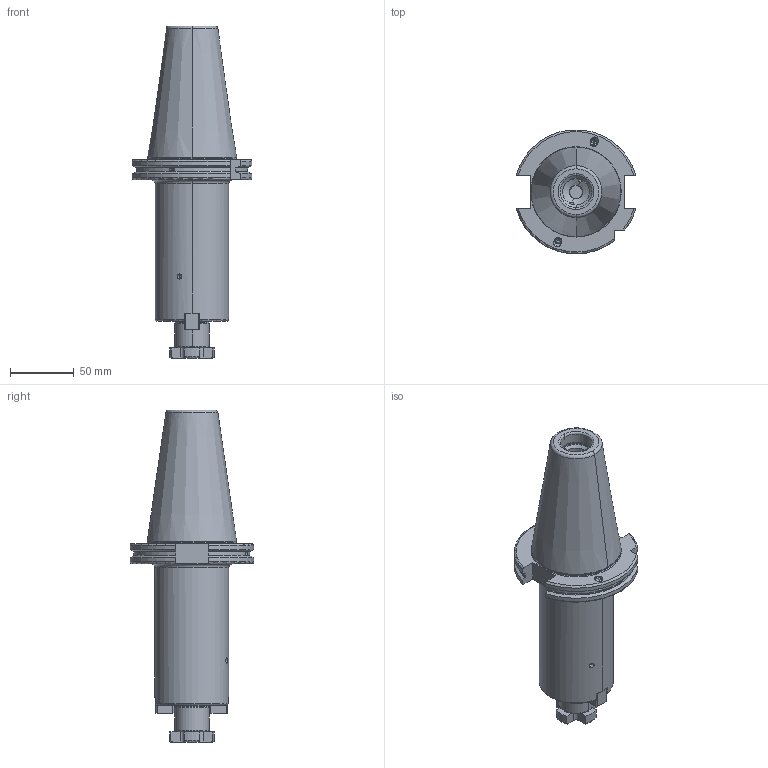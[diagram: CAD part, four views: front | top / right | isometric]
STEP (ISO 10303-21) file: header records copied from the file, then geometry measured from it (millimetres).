
FILE_DESCRIPTION((''),'2;1');
FILE_NAME('503_11_27_130','2021-03-31T',('103090'),(''),'CREO PARAMETRIC BY PTC INC, 2016260','CREO PARAMETRIC BY PTC INC, 2016260','');
FILE_SCHEMA(('CONFIG_CONTROL_DESIGN'));
Length unit declared in the file: millimetre
Products named in the file (1): 503_11_27_130
Bounding box: 94.05 x 97.31 x 260.75 mm (x, y, z)
Volume: 600313.7 mm3; surface area: 77948.3 mm2
Topology: 1 solids, 4 shells, 320 faces, 819 edges, 504 vertices
Faces by surface type: plane 112, cylinder 99, cone 65, torus 44
Entity records: 10442 total; most frequent: CARTESIAN_POINT 2687, DIRECTION 1634, ORIENTED_EDGE 1618, EDGE_CURVE 809, AXIS2_PLACEMENT_3D 631, VERTEX_POINT 504, VECTOR 372, LINE 372
